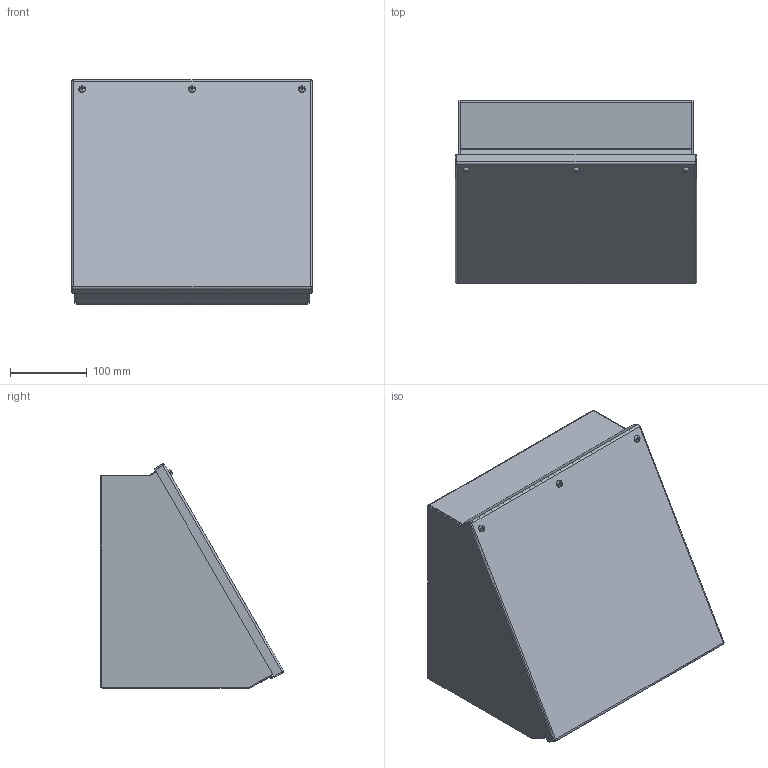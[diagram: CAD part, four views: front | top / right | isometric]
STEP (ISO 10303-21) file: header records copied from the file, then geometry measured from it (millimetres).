
FILE_DESCRIPTION (( 'STEP AP203' ), '1' );
FILE_NAME ('1488HH9_Default.step', '2019-11-12T18:45:28', ( '' ), ( '' ), 'SwSTEP 2.0', 'SolidWorks 2019', '' );
FILE_SCHEMA (( 'CONFIG_CONTROL_DESIGN' ));
Length unit declared in the file: inch
Products named in the file (1): 1488HH9_Default
Bounding box: 313.51 x 238.04 x 291.39 mm (x, y, z)
Volume: 912867.5 mm3; surface area: 893973.4 mm2
Topology: 22 solids, 22 shells, 574 faces, 1490 edges, 975 vertices
Faces by surface type: plane 349, cylinder 189, cone 20, bspline 10, torus 6
Entity records: 17987 total; most frequent: CARTESIAN_POINT 3668, ORIENTED_EDGE 2976, DIRECTION 2976, EDGE_CURVE 1488, AXIS2_PLACEMENT_3D 1003, VERTEX_POINT 975, VECTOR 970, LINE 970
